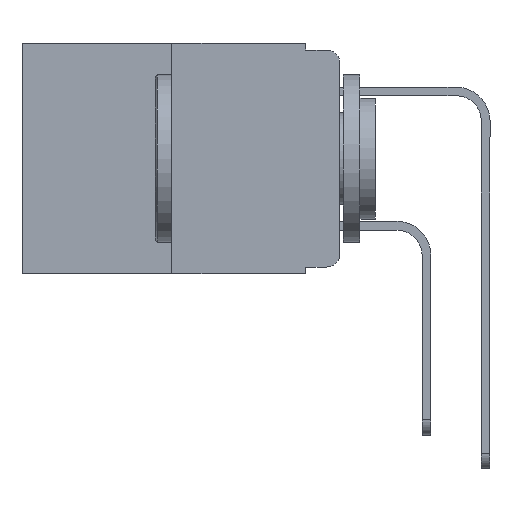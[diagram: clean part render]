
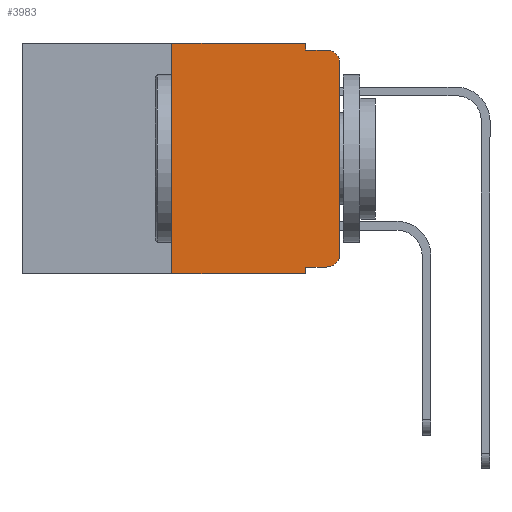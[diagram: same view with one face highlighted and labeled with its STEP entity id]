
A CAD part, left-side view. The second image highlights one B-rep face of the part: STEP entity #3983.
In plain terms, the highlighted planar face has unit normal (-1, 0, 0).
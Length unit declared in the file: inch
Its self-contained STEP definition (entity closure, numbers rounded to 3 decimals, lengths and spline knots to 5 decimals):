
#252 = VERTEX_POINT ( 'NONE', #2384 ) ;
#882 = DIRECTION ( 'NONE',  ( 0., 0., -1. ) ) ;
#1124 = ORIENTED_EDGE ( 'NONE', *, *, #5425, .T. ) ;
#1178 = VERTEX_POINT ( 'NONE', #2156 ) ;
#1262 = EDGE_CURVE ( 'NONE', #5265, #3433, #3914, .T. ) ;
#1537 = LINE ( 'NONE', #11207, #7521 ) ;
#1630 = VERTEX_POINT ( 'NONE', #6032 ) ;
#1779 = DIRECTION ( 'NONE',  ( 0., 0., -1. ) ) ;
#1950 = ORIENTED_EDGE ( 'NONE', *, *, #8845, .F. ) ;
#2156 = CARTESIAN_POINT ( 'NONE',  ( 0., 0.25, 0. ) ) ;
#2384 = CARTESIAN_POINT ( 'NONE',  ( 0., 0., -0.03 ) ) ;
#2540 = CARTESIAN_POINT ( 'NONE',  ( 0., 0.051, -0.333 ) ) ;
#2915 = CARTESIAN_POINT ( 'NONE',  ( 0., 0., -0.313 ) ) ;
#3208 = CIRCLE ( 'NONE', #12717, 0.02 ) ;
#3398 = VECTOR ( 'NONE', #12846, 39.37008 ) ;
#3433 = VERTEX_POINT ( 'NONE', #10126 ) ;
#3914 = LINE ( 'NONE', #6125, #9188 ) ;
#3983 = ADVANCED_FACE ( 'NONE', ( #9447 ), #6042, .F. ) ;
#4006 = DIRECTION ( 'NONE',  ( 0., 0., 1. ) ) ;
#4142 = VECTOR ( 'NONE', #11990, 39.37008 ) ;
#4409 = EDGE_CURVE ( 'NONE', #1178, #9455, #8381, .T. ) ;
#4470 = CARTESIAN_POINT ( 'NONE',  ( 0., 0.02, -0.01 ) ) ;
#4508 = CARTESIAN_POINT ( 'NONE',  ( 0., 0.473, 0. ) ) ;
#4772 = CARTESIAN_POINT ( 'NONE',  ( 0., 0.02, -0.03 ) ) ;
#5053 = ORIENTED_EDGE ( 'NONE', *, *, #11290, .T. ) ;
#5056 = EDGE_CURVE ( 'NONE', #9455, #1630, #6077, .T. ) ;
#5141 = EDGE_CURVE ( 'NONE', #8081, #12740, #6236, .T. ) ;
#5259 = VECTOR ( 'NONE', #6654, 39.37008 ) ;
#5265 = VERTEX_POINT ( 'NONE', #9083 ) ;
#5425 = EDGE_CURVE ( 'NONE', #12740, #12805, #3208, .T. ) ;
#5481 = ORIENTED_EDGE ( 'NONE', *, *, #5056, .F. ) ;
#5620 = CARTESIAN_POINT ( 'NONE',  ( 0., 0.051, 0. ) ) ;
#5853 = DIRECTION ( 'NONE',  ( 0., 0., -1. ) ) ;
#6032 = CARTESIAN_POINT ( 'NONE',  ( 0., 0.051, -0.01 ) ) ;
#6042 = PLANE ( 'NONE',  #9977 ) ;
#6077 = LINE ( 'NONE', #5620, #11218 ) ;
#6105 = ORIENTED_EDGE ( 'NONE', *, *, #4409, .F. ) ;
#6125 = CARTESIAN_POINT ( 'NONE',  ( 0., 0.473, -0.343 ) ) ;
#6236 = LINE ( 'NONE', #2540, #3398 ) ;
#6368 = LINE ( 'NONE', #8115, #8497 ) ;
#6494 = EDGE_CURVE ( 'NONE', #1630, #12332, #1537, .T. ) ;
#6654 = DIRECTION ( 'NONE',  ( 0., -1., 0. ) ) ;
#6683 = DIRECTION ( 'NONE',  ( 0., 0., -1. ) ) ;
#7014 = EDGE_CURVE ( 'NONE', #8081, #3433, #6368, .T. ) ;
#7269 = DIRECTION ( 'NONE',  ( -1., 0., 0. ) ) ;
#7521 = VECTOR ( 'NONE', #10203, 39.37008 ) ;
#7920 = ORIENTED_EDGE ( 'NONE', *, *, #1262, .T. ) ;
#8081 = VERTEX_POINT ( 'NONE', #11878 ) ;
#8115 = CARTESIAN_POINT ( 'NONE',  ( 0., 0.051, 0. ) ) ;
#8379 = DIRECTION ( 'NONE',  ( 1., 0., 0. ) ) ;
#8381 = LINE ( 'NONE', #4508, #5259 ) ;
#8497 = VECTOR ( 'NONE', #1779, 39.37008 ) ;
#8577 = ORIENTED_EDGE ( 'NONE', *, *, #5141, .T. ) ;
#8685 = EDGE_CURVE ( 'NONE', #12805, #252, #9734, .T. ) ;
#8845 = EDGE_CURVE ( 'NONE', #5265, #1178, #13098, .T. ) ;
#9046 = ORIENTED_EDGE ( 'NONE', *, *, #8685, .T. ) ;
#9083 = CARTESIAN_POINT ( 'NONE',  ( 0., 0.25, -0.343 ) ) ;
#9188 = VECTOR ( 'NONE', #11415, 39.37008 ) ;
#9256 = CARTESIAN_POINT ( 'NONE',  ( 0., 0.25, 0. ) ) ;
#9447 = FACE_OUTER_BOUND ( 'NONE', #11928, .T. ) ;
#9455 = VERTEX_POINT ( 'NONE', #11215 ) ;
#9734 = LINE ( 'NONE', #11952, #4142 ) ;
#9764 = CIRCLE ( 'NONE', #11886, 0.02 ) ;
#9811 = ORIENTED_EDGE ( 'NONE', *, *, #6494, .F. ) ;
#9977 = AXIS2_PLACEMENT_3D ( 'NONE', #10357, #8379, #10388 ) ;
#10126 = CARTESIAN_POINT ( 'NONE',  ( 0., 0.051, -0.343 ) ) ;
#10203 = DIRECTION ( 'NONE',  ( 0., -1., 0. ) ) ;
#10357 = CARTESIAN_POINT ( 'NONE',  ( 0., 0.473, 0. ) ) ;
#10388 = DIRECTION ( 'NONE',  ( 0., 0., -1. ) ) ;
#10960 = ORIENTED_EDGE ( 'NONE', *, *, #7014, .F. ) ;
#11207 = CARTESIAN_POINT ( 'NONE',  ( 0., 0.051, -0.01 ) ) ;
#11215 = CARTESIAN_POINT ( 'NONE',  ( 0., 0.051, 0. ) ) ;
#11218 = VECTOR ( 'NONE', #6683, 39.37008 ) ;
#11290 = EDGE_CURVE ( 'NONE', #252, #12332, #9764, .T. ) ;
#11415 = DIRECTION ( 'NONE',  ( 0., -1., 0. ) ) ;
#11878 = CARTESIAN_POINT ( 'NONE',  ( 0., 0.051, -0.333 ) ) ;
#11886 = AXIS2_PLACEMENT_3D ( 'NONE', #4772, #11963, #5853 ) ;
#11928 = EDGE_LOOP ( 'NONE', ( #9046, #5053, #9811, #5481, #6105, #1950, #7920, #10960, #8577, #1124 ) ) ;
#11952 = CARTESIAN_POINT ( 'NONE',  ( 0., 0., 0. ) ) ;
#11963 = DIRECTION ( 'NONE',  ( -1., 0., 0. ) ) ;
#11990 = DIRECTION ( 'NONE',  ( 0., 0., 1. ) ) ;
#12106 = CARTESIAN_POINT ( 'NONE',  ( 0., 0.02, -0.333 ) ) ;
#12332 = VERTEX_POINT ( 'NONE', #4470 ) ;
#12717 = AXIS2_PLACEMENT_3D ( 'NONE', #13263, #7269, #882 ) ;
#12740 = VERTEX_POINT ( 'NONE', #12106 ) ;
#12796 = VECTOR ( 'NONE', #4006, 39.37008 ) ;
#12805 = VERTEX_POINT ( 'NONE', #2915 ) ;
#12846 = DIRECTION ( 'NONE',  ( 0., -1., 0. ) ) ;
#13098 = LINE ( 'NONE', #9256, #12796 ) ;
#13263 = CARTESIAN_POINT ( 'NONE',  ( 0., 0.02, -0.313 ) ) ;
